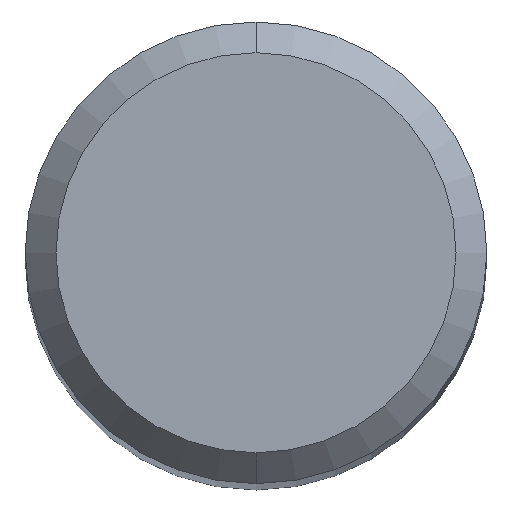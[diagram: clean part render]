
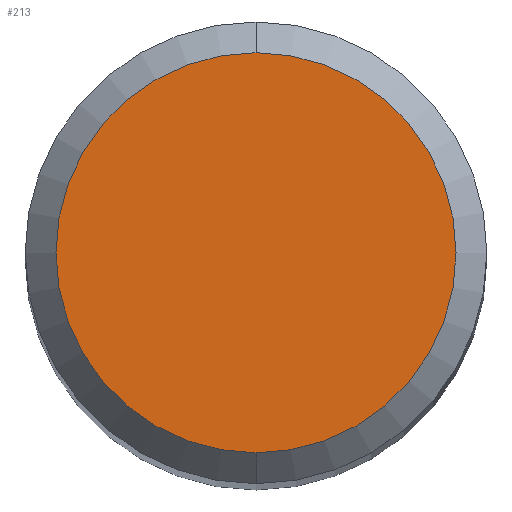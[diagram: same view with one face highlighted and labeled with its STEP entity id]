
A CAD part, top view. The second image highlights one B-rep face of the part: STEP entity #213.
In plain terms, the highlighted planar face has unit normal (0, 0, 1).
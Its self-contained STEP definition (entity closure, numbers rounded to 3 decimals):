
#213=ADVANCED_FACE('',(#536),#537,.T.);
#227=EDGE_CURVE('',#275,#241,#553,.T.);
#241=VERTEX_POINT('',#568);
#275=VERTEX_POINT('',#610);
#477=EDGE_CURVE('',#241,#275,#830,.T.);
#536=FACE_OUTER_BOUND('',#912,.T.);
#537=PLANE('',#913);
#553=CIRCLE('',#932,2.6);
#568=CARTESIAN_POINT('',(0.,-2.6,0.0));
#610=CARTESIAN_POINT('',(0.0,2.6,0.0));
#830=CIRCLE('',#1489,2.6);
#912=EDGE_LOOP('',(#1546,#1547));
#913=AXIS2_PLACEMENT_3D('',#1548,#1549,#1550);
#932=AXIS2_PLACEMENT_3D('',#1573,#1574,#1575);
#1489=AXIS2_PLACEMENT_3D('',#1870,#1871,#1872);
#1546=ORIENTED_EDGE('',*,*,#227,.F.);
#1547=ORIENTED_EDGE('',*,*,#477,.F.);
#1548=CARTESIAN_POINT('',(0.0,1.3,0.0));
#1549=DIRECTION('',(-0.0,0.0,1.0));
#1550=DIRECTION('',(0.0,-1.0,0.0));
#1573=CARTESIAN_POINT('',(0.0,0.0,0.0));
#1574=DIRECTION('',(0.0,0.0,-1.0));
#1575=DIRECTION('',(0.0,1.0,0.0));
#1870=CARTESIAN_POINT('',(0.0,0.0,0.0));
#1871=DIRECTION('',(0.0,0.0,-1.0));
#1872=DIRECTION('',(0.0,1.0,0.0));
